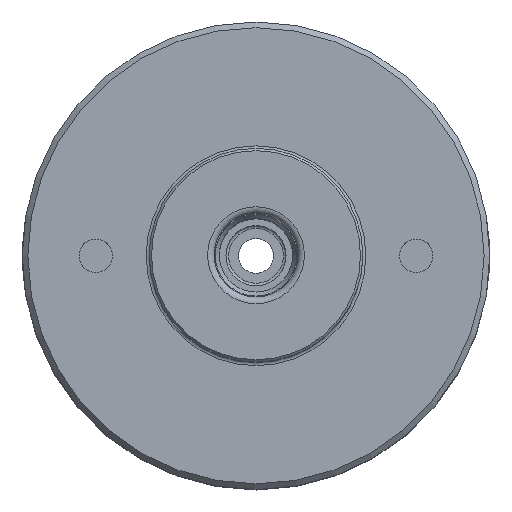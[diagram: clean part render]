
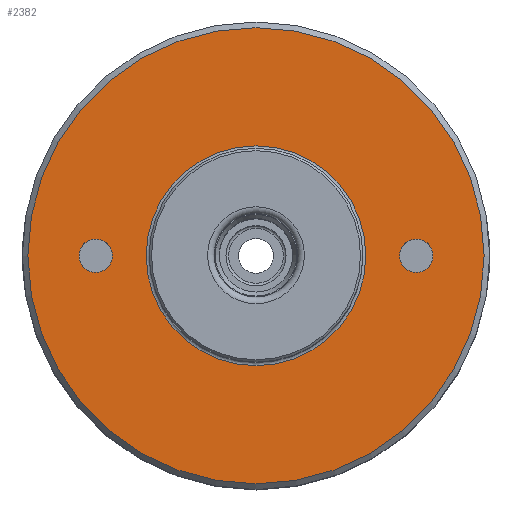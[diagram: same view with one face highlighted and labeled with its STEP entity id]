
A CAD part, top view. The second image highlights one B-rep face of the part: STEP entity #2382.
In plain terms, the highlighted planar face has unit normal (0, 0, 1).
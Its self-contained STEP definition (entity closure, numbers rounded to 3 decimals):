
#361=ORIENTED_EDGE('',*,*,#536,.F.);
#362=ORIENTED_EDGE('',*,*,#543,.F.);
#363=ORIENTED_EDGE('',*,*,#525,.T.);
#364=ORIENTED_EDGE('',*,*,#524,.T.);
#524=EDGE_CURVE('',#661,#661,#792,.T.);
#525=EDGE_CURVE('',#662,#662,#793,.T.);
#536=EDGE_CURVE('',#673,#673,#804,.T.);
#543=EDGE_CURVE('',#680,#680,#811,.T.);
#661=VERTEX_POINT('',#4618);
#662=VERTEX_POINT('',#4621);
#673=VERTEX_POINT('',#4653);
#680=VERTEX_POINT('',#4676);
#792=CIRCLE('',#2576,2.5);
#793=CIRCLE('',#2578,2.5);
#804=CIRCLE('',#2599,16.45);
#811=CIRCLE('',#2615,34.15);
#1030=EDGE_LOOP('',(#361));
#1031=EDGE_LOOP('',(#362));
#1032=EDGE_LOOP('',(#363));
#1033=EDGE_LOOP('',(#364));
#1290=FACE_BOUND('',#1030,.T.);
#1291=FACE_BOUND('',#1031,.T.);
#1292=FACE_BOUND('',#1032,.T.);
#1293=FACE_BOUND('',#1033,.T.);
#1382=PLANE('',#2614);
#2382=ADVANCED_FACE('',(#1290,#1291,#1292,#1293),#1382,.F.);
#2576=AXIS2_PLACEMENT_3D('',#4617,#2986,#2987);
#2578=AXIS2_PLACEMENT_3D('',#4620,#2990,#2991);
#2599=AXIS2_PLACEMENT_3D('',#4652,#3032,#3033);
#2614=AXIS2_PLACEMENT_3D('',#4674,#3062,#3063);
#2615=AXIS2_PLACEMENT_3D('',#4675,#3064,#3065);
#2986=DIRECTION('',(0.,0.,-1.));
#2987=DIRECTION('',(-1.,0.,0.));
#2990=DIRECTION('',(0.,0.,-1.));
#2991=DIRECTION('',(-1.,0.,0.));
#3032=DIRECTION('',(0.,0.,1.));
#3033=DIRECTION('',(1.,0.,0.));
#3062=DIRECTION('',(0.,0.,-1.));
#3063=DIRECTION('',(-1.,0.,0.));
#3064=DIRECTION('',(0.,0.,-1.));
#3065=DIRECTION('',(-1.,0.,0.));
#4617=CARTESIAN_POINT('',(24.,0.,31.));
#4618=CARTESIAN_POINT('',(21.5,0.,31.));
#4620=CARTESIAN_POINT('',(-24.,0.,31.));
#4621=CARTESIAN_POINT('',(-26.5,0.,31.));
#4652=CARTESIAN_POINT('',(0.,0.,31.));
#4653=CARTESIAN_POINT('',(16.45,0.,31.));
#4674=CARTESIAN_POINT('',(35.15,0.,31.));
#4675=CARTESIAN_POINT('',(0.,0.,31.));
#4676=CARTESIAN_POINT('',(-34.15,0.,31.));
